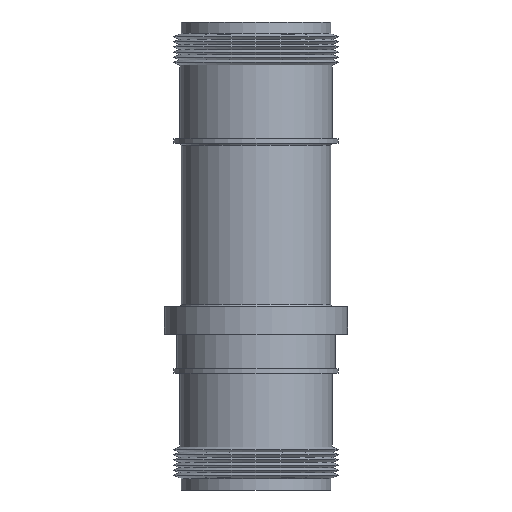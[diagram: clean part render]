
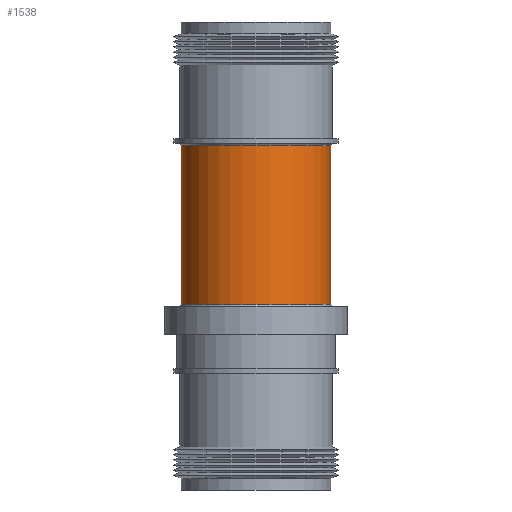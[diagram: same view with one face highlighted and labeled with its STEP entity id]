
A CAD part, front view. The second image highlights one B-rep face of the part: STEP entity #1538.
In plain terms, the highlighted cylindrical face has radius 25.819 mm (diameter 51.638 mm), a partial arc.
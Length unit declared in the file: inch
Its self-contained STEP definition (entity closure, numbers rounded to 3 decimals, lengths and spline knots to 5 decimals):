
#761 = DIRECTION ( 'NONE',  ( 0., 0., 1. ) ) ;
#762 = CARTESIAN_POINT ( 'NONE',  ( -1.0165, 0., -0.465 ) ) ;
#776 = DIRECTION ( 'NONE',  ( 0., 0., 1. ) ) ;
#785 = CARTESIAN_POINT ( 'NONE',  ( 1.0165, 0., -0.465 ) ) ;
#1538 = ADVANCED_FACE ( 'NONE', ( #22943 ), #22948, .T. ) ;
#2950 = DIRECTION ( 'NONE',  ( 1., 0., 0. ) ) ;
#2961 = DIRECTION ( 'NONE',  ( 0., 0., 1. ) ) ;
#2990 = CARTESIAN_POINT ( 'NONE',  ( 0., 0., -0.465 ) ) ;
#4301 = AXIS2_PLACEMENT_3D ( 'NONE', #2990, #2961, #2950 ) ;
#6130 = ORIENTED_EDGE ( 'NONE', *, *, #35232, .T. ) ;
#6133 = ORIENTED_EDGE ( 'NONE', *, *, #27900, .F. ) ;
#6135 = ORIENTED_EDGE ( 'NONE', *, *, #35214, .F. ) ;
#6138 = ORIENTED_EDGE ( 'NONE', *, *, #28083, .T. ) ;
#9204 = DIRECTION ( 'NONE',  ( 0., 0., 1. ) ) ;
#9205 = DIRECTION ( 'NONE',  ( 1., 0., 0. ) ) ;
#9474 = CARTESIAN_POINT ( 'NONE',  ( 0., 0., -2.69 ) ) ;
#9475 = DIRECTION ( 'NONE',  ( 0., 0., 1. ) ) ;
#9477 = DIRECTION ( 'NONE',  ( 1., 0., 0. ) ) ;
#10412 = CIRCLE ( 'NONE', #37775, 1.0165 ) ;
#10513 = CIRCLE ( 'NONE', #37808, 1.0165 ) ;
#21830 = LINE ( 'NONE', #762, #21834 ) ;
#21834 = VECTOR ( 'NONE', #761, 39.37008 ) ;
#21844 = LINE ( 'NONE', #785, #21847 ) ;
#21847 = VECTOR ( 'NONE', #776, 39.37008 ) ;
#22308 = VERTEX_POINT ( 'NONE', #27116 ) ;
#22415 = VERTEX_POINT ( 'NONE', #27212 ) ;
#22528 = VERTEX_POINT ( 'NONE', #27323 ) ;
#22531 = VERTEX_POINT ( 'NONE', #27326 ) ;
#22943 = FACE_OUTER_BOUND ( 'NONE', #34833, .T. ) ;
#22948 = CYLINDRICAL_SURFACE ( 'NONE', #4301, 1.0165 ) ;
#27116 = CARTESIAN_POINT ( 'NONE',  ( -1.0165, 0., -0.525 ) ) ;
#27212 = CARTESIAN_POINT ( 'NONE',  ( 1.0165, 0., -2.69 ) ) ;
#27323 = CARTESIAN_POINT ( 'NONE',  ( 1.0165, 0., -0.525 ) ) ;
#27326 = CARTESIAN_POINT ( 'NONE',  ( -1.0165, 0., -2.69 ) ) ;
#27607 = CARTESIAN_POINT ( 'NONE',  ( 0., 0., -0.525 ) ) ;
#27900 = EDGE_CURVE ( 'NONE', #22308, #22528, #10412, .T. ) ;
#28083 = EDGE_CURVE ( 'NONE', #22531, #22415, #10513, .T. ) ;
#34833 = EDGE_LOOP ( 'NONE', ( #6135, #6138, #6130, #6133 ) ) ;
#35214 = EDGE_CURVE ( 'NONE', #22531, #22308, #21830, .T. ) ;
#35232 = EDGE_CURVE ( 'NONE', #22415, #22528, #21844, .T. ) ;
#37775 = AXIS2_PLACEMENT_3D ( 'NONE', #27607, #9204, #9205 ) ;
#37808 = AXIS2_PLACEMENT_3D ( 'NONE', #9474, #9475, #9477 ) ;
